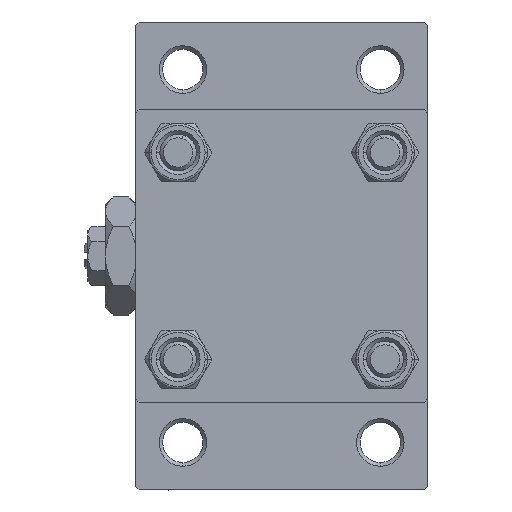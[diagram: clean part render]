
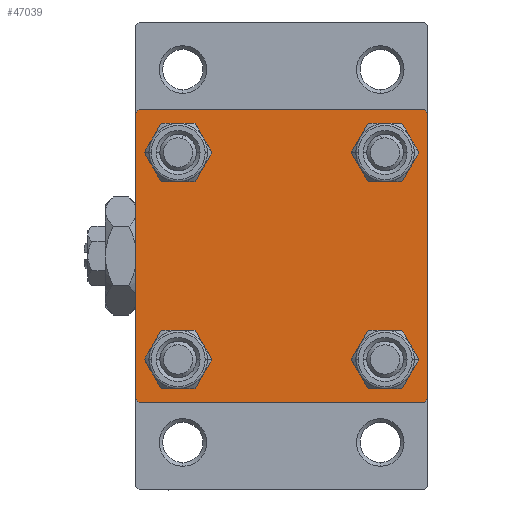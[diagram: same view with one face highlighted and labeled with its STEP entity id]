
A CAD part, left-side view. The second image highlights one B-rep face of the part: STEP entity #47039.
In plain terms, the highlighted planar face has unit normal (-1, 0, 0).
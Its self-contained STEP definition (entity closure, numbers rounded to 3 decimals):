
#201 = DIRECTION ( 'NONE',  ( 0., 0.707, 0.707 ) ) ;
#295 = ORIENTED_EDGE ( 'NONE', *, *, #35017, .T. ) ;
#569 = DIRECTION ( 'NONE',  ( 1., 0., 0. ) ) ;
#793 = VERTEX_POINT ( 'NONE', #1570 ) ;
#829 = ORIENTED_EDGE ( 'NONE', *, *, #35010, .T. ) ;
#860 = LINE ( 'NONE', #15895, #42986 ) ;
#1059 = EDGE_CURVE ( 'NONE', #793, #34490, #10362, .T. ) ;
#1200 = VERTEX_POINT ( 'NONE', #17772 ) ;
#1315 = CIRCLE ( 'NONE', #17088, 3. ) ;
#1378 = EDGE_CURVE ( 'NONE', #20624, #17369, #34171, .T. ) ;
#1570 = CARTESIAN_POINT ( 'NONE',  ( 0., 14.15, -17.15 ) ) ;
#2413 = CARTESIAN_POINT ( 'NONE',  ( 0., -19.75, -19.75 ) ) ;
#2545 = DIRECTION ( 'NONE',  ( 0., 0., 1. ) ) ;
#3667 = VERTEX_POINT ( 'NONE', #26900 ) ;
#3720 = CIRCLE ( 'NONE', #44505, 3. ) ;
#3734 = DIRECTION ( 'NONE',  ( 0., -1., 0. ) ) ;
#4130 = VECTOR ( 'NONE', #201, 1000. ) ;
#4218 = EDGE_LOOP ( 'NONE', ( #9210, #21515 ) ) ;
#4323 = VECTOR ( 'NONE', #44442, 1000. ) ;
#4434 = LINE ( 'NONE', #29812, #30796 ) ;
#4994 = CARTESIAN_POINT ( 'NONE',  ( 0., -14.15, 14.15 ) ) ;
#5117 = DIRECTION ( 'NONE',  ( 1., 0., 0. ) ) ;
#5294 = VERTEX_POINT ( 'NONE', #31385 ) ;
#5381 = CARTESIAN_POINT ( 'NONE',  ( 0., -14.15, -14.15 ) ) ;
#5473 = CIRCLE ( 'NONE', #42437, 3. ) ;
#6244 = CARTESIAN_POINT ( 'NONE',  ( 0., -14.15, 14.15 ) ) ;
#7357 = CARTESIAN_POINT ( 'NONE',  ( 0., 14.15, 14.15 ) ) ;
#7524 = CIRCLE ( 'NONE', #13054, 3. ) ;
#8276 = VERTEX_POINT ( 'NONE', #13199 ) ;
#8632 = EDGE_CURVE ( 'NONE', #32268, #10173, #11378, .T. ) ;
#8892 = ORIENTED_EDGE ( 'NONE', *, *, #15402, .T. ) ;
#9210 = ORIENTED_EDGE ( 'NONE', *, *, #15622, .T. ) ;
#9247 = EDGE_CURVE ( 'NONE', #5294, #1200, #10953, .T. ) ;
#9330 = DIRECTION ( 'NONE',  ( 1., 0., 0. ) ) ;
#9375 = CARTESIAN_POINT ( 'NONE',  ( 0., 20., -19.5 ) ) ;
#10173 = VERTEX_POINT ( 'NONE', #44989 ) ;
#10296 = EDGE_CURVE ( 'NONE', #25620, #8276, #44473, .T. ) ;
#10362 = CIRCLE ( 'NONE', #34690, 3. ) ;
#10371 = VECTOR ( 'NONE', #17923, 1000. ) ;
#10536 = FACE_OUTER_BOUND ( 'NONE', #37062, .T. ) ;
#10782 = LINE ( 'NONE', #2413, #10371 ) ;
#10953 = LINE ( 'NONE', #25950, #4323 ) ;
#11057 = EDGE_CURVE ( 'NONE', #26621, #5294, #13776, .T. ) ;
#11160 = DIRECTION ( 'NONE',  ( 0., 0., 1. ) ) ;
#11201 = AXIS2_PLACEMENT_3D ( 'NONE', #24810, #28499, #32447 ) ;
#11378 = LINE ( 'NONE', #33287, #13780 ) ;
#11438 = VECTOR ( 'NONE', #13525, 1000. ) ;
#11597 = ORIENTED_EDGE ( 'NONE', *, *, #11057, .T. ) ;
#12158 = CARTESIAN_POINT ( 'NONE',  ( 0., -20., -19.5 ) ) ;
#12333 = DIRECTION ( 'NONE',  ( 1., 0., 0. ) ) ;
#12374 = VERTEX_POINT ( 'NONE', #30755 ) ;
#12956 = EDGE_CURVE ( 'NONE', #34490, #793, #38457, .T. ) ;
#13054 = AXIS2_PLACEMENT_3D ( 'NONE', #34656, #5117, #30969 ) ;
#13199 = CARTESIAN_POINT ( 'NONE',  ( 0., -14.15, 17.15 ) ) ;
#13525 = DIRECTION ( 'NONE',  ( 0., -0.707, -0.707 ) ) ;
#13776 = LINE ( 'NONE', #16966, #11438 ) ;
#13780 = VECTOR ( 'NONE', #3734, 1000. ) ;
#14768 = DIRECTION ( 'NONE',  ( 1., 0., 0. ) ) ;
#15402 = EDGE_CURVE ( 'NONE', #32268, #3667, #860, .T. ) ;
#15581 = DIRECTION ( 'NONE',  ( 1., 0., 0. ) ) ;
#15622 = EDGE_CURVE ( 'NONE', #8276, #25620, #3720, .T. ) ;
#15895 = CARTESIAN_POINT ( 'NONE',  ( 0., 19.75, 19.75 ) ) ;
#15944 = CARTESIAN_POINT ( 'NONE',  ( 0., -20., 20. ) ) ;
#16310 = CARTESIAN_POINT ( 'NONE',  ( 0., 14.15, -11.15 ) ) ;
#16966 = CARTESIAN_POINT ( 'NONE',  ( 0., 19.75, -19.75 ) ) ;
#17088 = AXIS2_PLACEMENT_3D ( 'NONE', #34976, #12333, #45818 ) ;
#17369 = VERTEX_POINT ( 'NONE', #12158 ) ;
#17772 = CARTESIAN_POINT ( 'NONE',  ( 0., -19.5, -20. ) ) ;
#17923 = DIRECTION ( 'NONE',  ( 0., -0.707, 0.707 ) ) ;
#18532 = EDGE_LOOP ( 'NONE', ( #47041, #30771 ) ) ;
#19060 = CIRCLE ( 'NONE', #44211, 3. ) ;
#19282 = CARTESIAN_POINT ( 'NONE',  ( 0., -14.15, -17.15 ) ) ;
#19490 = EDGE_CURVE ( 'NONE', #43957, #35988, #1315, .T. ) ;
#19976 = ORIENTED_EDGE ( 'NONE', *, *, #1059, .T. ) ;
#20624 = VERTEX_POINT ( 'NONE', #42141 ) ;
#21515 = ORIENTED_EDGE ( 'NONE', *, *, #10296, .T. ) ;
#22143 = ORIENTED_EDGE ( 'NONE', *, *, #9247, .T. ) ;
#23513 = AXIS2_PLACEMENT_3D ( 'NONE', #34337, #45911, #30402 ) ;
#24065 = FACE_BOUND ( 'NONE', #4218, .T. ) ;
#24323 = DIRECTION ( 'NONE',  ( 0., 0., 1. ) ) ;
#24810 = CARTESIAN_POINT ( 'NONE',  ( 0., 0., 0. ) ) ;
#24956 = EDGE_CURVE ( 'NONE', #12374, #31155, #5473, .T. ) ;
#25620 = VERTEX_POINT ( 'NONE', #27929 ) ;
#25650 = CARTESIAN_POINT ( 'NONE',  ( 0., 19.5, 20. ) ) ;
#25950 = CARTESIAN_POINT ( 'NONE',  ( 0., 20., -20. ) ) ;
#26621 = VERTEX_POINT ( 'NONE', #9375 ) ;
#26900 = CARTESIAN_POINT ( 'NONE',  ( 0., 20., 19.5 ) ) ;
#27929 = CARTESIAN_POINT ( 'NONE',  ( 0., -14.15, 11.15 ) ) ;
#28499 = DIRECTION ( 'NONE',  ( -1., 0., 0. ) ) ;
#29413 = ORIENTED_EDGE ( 'NONE', *, *, #8632, .F. ) ;
#29761 = DIRECTION ( 'NONE',  ( 0., 0., 1. ) ) ;
#29812 = CARTESIAN_POINT ( 'NONE',  ( 0., 20., 20. ) ) ;
#30402 = DIRECTION ( 'NONE',  ( 0., 0., 1. ) ) ;
#30755 = CARTESIAN_POINT ( 'NONE',  ( 0., -14.15, -11.15 ) ) ;
#30771 = ORIENTED_EDGE ( 'NONE', *, *, #40362, .T. ) ;
#30772 = DIRECTION ( 'NONE',  ( 0., 0., -1. ) ) ;
#30796 = VECTOR ( 'NONE', #30772, 1000. ) ;
#30969 = DIRECTION ( 'NONE',  ( 0., 0., 1. ) ) ;
#31155 = VERTEX_POINT ( 'NONE', #19282 ) ;
#31385 = CARTESIAN_POINT ( 'NONE',  ( 0., 19.5, -20. ) ) ;
#32268 = VERTEX_POINT ( 'NONE', #25650 ) ;
#32447 = DIRECTION ( 'NONE',  ( 0., 0., 1. ) ) ;
#32674 = CARTESIAN_POINT ( 'NONE',  ( 0., 14.15, 17.15 ) ) ;
#33287 = CARTESIAN_POINT ( 'NONE',  ( 0., 20., 20. ) ) ;
#33414 = PLANE ( 'NONE',  #11201 ) ;
#33655 = EDGE_LOOP ( 'NONE', ( #41606, #295 ) ) ;
#33923 = DIRECTION ( 'NONE',  ( 0., 0., -1. ) ) ;
#34171 = LINE ( 'NONE', #15944, #45732 ) ;
#34280 = CARTESIAN_POINT ( 'NONE',  ( 0., 14.15, -14.15 ) ) ;
#34337 = CARTESIAN_POINT ( 'NONE',  ( 0., 14.15, -14.15 ) ) ;
#34490 = VERTEX_POINT ( 'NONE', #16310 ) ;
#34627 = EDGE_CURVE ( 'NONE', #3667, #26621, #4434, .T. ) ;
#34656 = CARTESIAN_POINT ( 'NONE',  ( 0., -14.15, -14.15 ) ) ;
#34690 = AXIS2_PLACEMENT_3D ( 'NONE', #34280, #15581, #11160 ) ;
#34976 = CARTESIAN_POINT ( 'NONE',  ( 0., 14.15, 14.15 ) ) ;
#35010 = EDGE_CURVE ( 'NONE', #20624, #10173, #45504, .T. ) ;
#35017 = EDGE_CURVE ( 'NONE', #35988, #43957, #19060, .T. ) ;
#35034 = DIRECTION ( 'NONE',  ( 0., 0., 1. ) ) ;
#35988 = VERTEX_POINT ( 'NONE', #36915 ) ;
#36193 = ORIENTED_EDGE ( 'NONE', *, *, #41182, .T. ) ;
#36630 = FACE_BOUND ( 'NONE', #33655, .T. ) ;
#36915 = CARTESIAN_POINT ( 'NONE',  ( 0., 14.15, 11.15 ) ) ;
#37062 = EDGE_LOOP ( 'NONE', ( #44980, #11597, #22143, #36193, #47946, #829, #29413, #8892 ) ) ;
#38457 = CIRCLE ( 'NONE', #23513, 3. ) ;
#38599 = FACE_BOUND ( 'NONE', #18532, .T. ) ;
#40051 = EDGE_LOOP ( 'NONE', ( #47171, #19976 ) ) ;
#40362 = EDGE_CURVE ( 'NONE', #31155, #12374, #7524, .T. ) ;
#41182 = EDGE_CURVE ( 'NONE', #1200, #17369, #10782, .T. ) ;
#41335 = CARTESIAN_POINT ( 'NONE',  ( 0., -19.75, 19.75 ) ) ;
#41606 = ORIENTED_EDGE ( 'NONE', *, *, #19490, .T. ) ;
#42141 = CARTESIAN_POINT ( 'NONE',  ( 0., -20., 19.5 ) ) ;
#42437 = AXIS2_PLACEMENT_3D ( 'NONE', #5381, #9330, #24323 ) ;
#42781 = FACE_BOUND ( 'NONE', #40051, .T. ) ;
#42986 = VECTOR ( 'NONE', #45938, 1000. ) ;
#43957 = VERTEX_POINT ( 'NONE', #32674 ) ;
#44211 = AXIS2_PLACEMENT_3D ( 'NONE', #7357, #14768, #29761 ) ;
#44442 = DIRECTION ( 'NONE',  ( 0., -1., 0. ) ) ;
#44473 = CIRCLE ( 'NONE', #48412, 3. ) ;
#44505 = AXIS2_PLACEMENT_3D ( 'NONE', #4994, #569, #35034 ) ;
#44980 = ORIENTED_EDGE ( 'NONE', *, *, #34627, .T. ) ;
#44989 = CARTESIAN_POINT ( 'NONE',  ( 0., -19.5, 20. ) ) ;
#45504 = LINE ( 'NONE', #41335, #4130 ) ;
#45732 = VECTOR ( 'NONE', #33923, 1000. ) ;
#45818 = DIRECTION ( 'NONE',  ( 0., 0., 1. ) ) ;
#45911 = DIRECTION ( 'NONE',  ( 1., 0., 0. ) ) ;
#45938 = DIRECTION ( 'NONE',  ( 0., 0.707, -0.707 ) ) ;
#47039 = ADVANCED_FACE ( 'NONE', ( #24065, #38599, #42781, #36630, #10536 ), #33414, .T. ) ;
#47041 = ORIENTED_EDGE ( 'NONE', *, *, #24956, .T. ) ;
#47171 = ORIENTED_EDGE ( 'NONE', *, *, #12956, .T. ) ;
#47851 = DIRECTION ( 'NONE',  ( 1., 0., 0. ) ) ;
#47946 = ORIENTED_EDGE ( 'NONE', *, *, #1378, .F. ) ;
#48412 = AXIS2_PLACEMENT_3D ( 'NONE', #6244, #47851, #2545 ) ;
